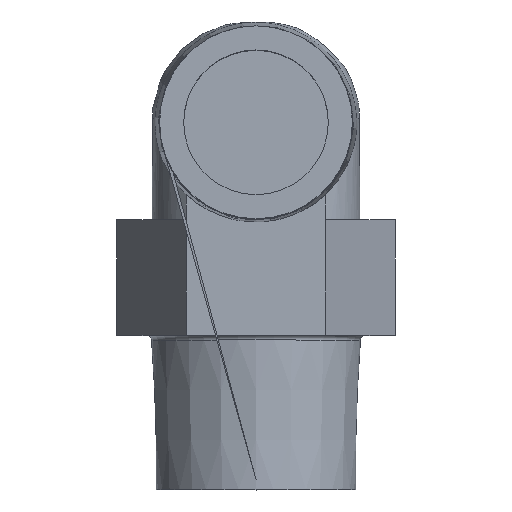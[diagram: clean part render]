
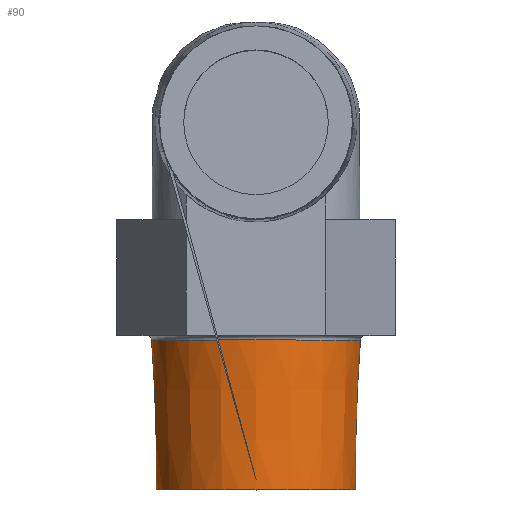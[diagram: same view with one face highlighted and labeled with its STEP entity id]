
A CAD part, top view. The second image highlights one B-rep face of the part: STEP entity #90.
In plain terms, the highlighted conical face has half-angle 1.79 degrees and reference radius 10.85 mm.
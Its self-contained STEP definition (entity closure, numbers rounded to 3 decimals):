
#90 = ADVANCED_FACE( '', ( #213, #214 ), #215, .T. );
#213 = FACE_BOUND( '', #370, .T. );
#214 = FACE_OUTER_BOUND( '', #371, .T. );
#215 = CONICAL_SURFACE( '', #372, 10.85, 0.031 );
#370 = EDGE_LOOP( '', ( #626 ) );
#371 = EDGE_LOOP( '', ( #627 ) );
#372 = AXIS2_PLACEMENT_3D( '', #628, #629, #630 );
#626 = ORIENTED_EDGE( '', *, *, #939, .F. );
#627 = ORIENTED_EDGE( '', *, *, #941, .T. );
#628 = CARTESIAN_POINT( '', ( 0., 15., 0. ) );
#629 = DIRECTION( '', ( 0., 1., 0. ) );
#630 = DIRECTION( '', ( 0., 0., 1. ) );
#939 = EDGE_CURVE( '', #1111, #1111, #1112, .F. );
#941 = EDGE_CURVE( '', #1114, #1114, #1115, .F. );
#1111 = VERTEX_POINT( '', #1375 );
#1112 = CIRCLE( '', #1376, 10.35 );
#1114 = VERTEX_POINT( '', #1378 );
#1115 = CIRCLE( '', #1379, 10.835 );
#1375 = CARTESIAN_POINT( '', ( 0., -1., 10.35 ) );
#1376 = AXIS2_PLACEMENT_3D( '', #1670, #1671, #1672 );
#1378 = CARTESIAN_POINT( '', ( 0., 14.516, 10.835 ) );
#1379 = AXIS2_PLACEMENT_3D( '', #1673, #1674, #1675 );
#1670 = CARTESIAN_POINT( '', ( 0., -1., 0. ) );
#1671 = DIRECTION( '', ( 0., 1., 0. ) );
#1672 = DIRECTION( '', ( 0., 0., 1. ) );
#1673 = CARTESIAN_POINT( '', ( 0., 14.516, 0. ) );
#1674 = DIRECTION( '', ( 0., 1., 0. ) );
#1675 = DIRECTION( '', ( 0., 0., 1. ) );
